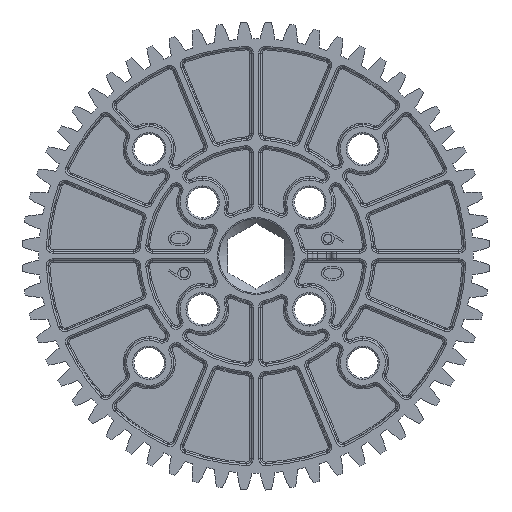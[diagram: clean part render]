
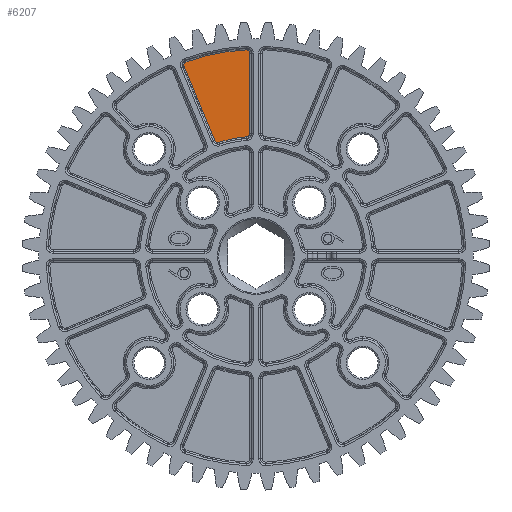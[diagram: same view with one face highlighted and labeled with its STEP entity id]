
A CAD part, left-side view. The second image highlights one B-rep face of the part: STEP entity #6207.
In plain terms, the highlighted planar face has unit normal (-1, 0, 0).
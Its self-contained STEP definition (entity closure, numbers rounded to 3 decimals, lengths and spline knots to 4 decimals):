
#1155 = CIRCLE ( 'NONE', #12230, 0.7911 ) ;
#1996 = DIRECTION ( 'NONE',  ( -1., 0., 0. ) ) ;
#2478 = CARTESIAN_POINT ( 'NONE',  ( -0.0313, 0.4759, 1.2563 ) ) ;
#2763 = ORIENTED_EDGE ( 'NONE', *, *, #49756, .T. ) ;
#4653 = AXIS2_PLACEMENT_3D ( 'NONE', #42451, #52840, #9489 ) ;
#6207 = ADVANCED_FACE ( 'NONE', ( #15606 ), #58578, .T. ) ;
#7478 = DIRECTION ( 'NONE',  ( 0., 0., 1. ) ) ;
#8646 = CARTESIAN_POINT ( 'NONE',  ( -0.0313, 0., 0. ) ) ;
#9489 = DIRECTION ( 'NONE',  ( 0., 0., 1. ) ) ;
#9780 = VERTEX_POINT ( 'NONE', #14313 ) ;
#9963 = CARTESIAN_POINT ( 'NONE',  ( -0.0313, 0.2523, 0.7723 ) ) ;
#10537 = VERTEX_POINT ( 'NONE', #2478 ) ;
#12230 = AXIS2_PLACEMENT_3D ( 'NONE', #8646, #20084, #43176 ) ;
#13358 = CIRCLE ( 'NONE', #25590, 1.3657 ) ;
#14313 = CARTESIAN_POINT ( 'NONE',  ( -0.0313, 0.0625, 1.3642 ) ) ;
#14522 = CIRCLE ( 'NONE', #59944, 0.0214 ) ;
#15606 = FACE_OUTER_BOUND ( 'NONE', #31621, .T. ) ;
#16581 = DIRECTION ( 'NONE',  ( 0., 0., 1. ) ) ;
#16709 = CARTESIAN_POINT ( 'NONE',  ( -0.0313, 0.0625, 1.3428 ) ) ;
#16712 = AXIS2_PLACEMENT_3D ( 'NONE', #20075, #58895, #34949 ) ;
#17030 = DIRECTION ( 'NONE',  ( -1., 0., 0. ) ) ;
#17603 = ORIENTED_EDGE ( 'NONE', *, *, #27215, .T. ) ;
#18601 = ORIENTED_EDGE ( 'NONE', *, *, #57775, .T. ) ;
#19424 = VERTEX_POINT ( 'NONE', #51527 ) ;
#20075 = CARTESIAN_POINT ( 'NONE',  ( -0.0313, 0., 0. ) ) ;
#20084 = DIRECTION ( 'NONE',  ( 1., 0., 0. ) ) ;
#20186 = EDGE_CURVE ( 'NONE', #28618, #39741, #1155, .T. ) ;
#20632 = AXIS2_PLACEMENT_3D ( 'NONE', #9963, #34072, #29921 ) ;
#21674 = CIRCLE ( 'NONE', #47883, 0.0214 ) ;
#21822 = DIRECTION ( 'NONE',  ( 0., 0., 1. ) ) ;
#22789 = ORIENTED_EDGE ( 'NONE', *, *, #58281, .T. ) ;
#23179 = VERTEX_POINT ( 'NONE', #42573 ) ;
#25590 = AXIS2_PLACEMENT_3D ( 'NONE', #46453, #45850, #26880 ) ;
#26303 = ORIENTED_EDGE ( 'NONE', *, *, #58494, .T. ) ;
#26501 = DIRECTION ( 'NONE',  ( -1., 0., 0. ) ) ;
#26880 = DIRECTION ( 'NONE',  ( 0., 0., 1. ) ) ;
#27140 = DIRECTION ( 'NONE',  ( 0., 0., 1. ) ) ;
#27215 = EDGE_CURVE ( 'NONE', #9780, #23179, #43673, .T. ) ;
#28146 = CARTESIAN_POINT ( 'NONE',  ( -0.0313, 0.0609, 0.7887 ) ) ;
#28618 = VERTEX_POINT ( 'NONE', #62566 ) ;
#29921 = DIRECTION ( 'NONE',  ( 0., 0., 1. ) ) ;
#30078 = CARTESIAN_POINT ( 'NONE',  ( -0.0313, 0.0411, 1.3428 ) ) ;
#30615 = CARTESIAN_POINT ( 'NONE',  ( -0.0313, 0.2721, 0.7641 ) ) ;
#31255 = ORIENTED_EDGE ( 'NONE', *, *, #59465, .T. ) ;
#31569 = CARTESIAN_POINT ( 'NONE',  ( -0.0313, 0.4634, 1.2847 ) ) ;
#31621 = EDGE_LOOP ( 'NONE', ( #18601, #56705, #31255, #26303, #47059, #22789, #2763, #31839, #17603 ) ) ;
#31839 = ORIENTED_EDGE ( 'NONE', *, *, #33127, .T. ) ;
#33127 = EDGE_CURVE ( 'NONE', #43590, #9780, #40108, .T. ) ;
#34072 = DIRECTION ( 'NONE',  ( -1., 0., 0. ) ) ;
#34949 = DIRECTION ( 'NONE',  ( 0., 0., 1. ) ) ;
#36709 = LINE ( 'NONE', #46443, #56015 ) ;
#37026 = VERTEX_POINT ( 'NONE', #31569 ) ;
#39210 = VERTEX_POINT ( 'NONE', #56416 ) ;
#39741 = VERTEX_POINT ( 'NONE', #28146 ) ;
#39856 = CIRCLE ( 'NONE', #20632, 0.0214 ) ;
#40108 = CIRCLE ( 'NONE', #4653, 0.0214 ) ;
#42451 = CARTESIAN_POINT ( 'NONE',  ( -0.0313, 0.0625, 1.3428 ) ) ;
#42573 = CARTESIAN_POINT ( 'NONE',  ( -0.0313, 0.0635, 1.3642 ) ) ;
#43176 = DIRECTION ( 'NONE',  ( 0., 0., 1. ) ) ;
#43590 = VERTEX_POINT ( 'NONE', #30078 ) ;
#43673 = CIRCLE ( 'NONE', #61743, 0.0214 ) ;
#45187 = DIRECTION ( 'NONE',  ( 0., -0.383, -0.924 ) ) ;
#45850 = DIRECTION ( 'NONE',  ( -1., 0., 0. ) ) ;
#46443 = CARTESIAN_POINT ( 'NONE',  ( -0.0313, 0.0411, 1.3428 ) ) ;
#46453 = CARTESIAN_POINT ( 'NONE',  ( -0.0313, 0., 0. ) ) ;
#47059 = ORIENTED_EDGE ( 'NONE', *, *, #20186, .T. ) ;
#47883 = AXIS2_PLACEMENT_3D ( 'NONE', #58097, #1996, #16581 ) ;
#48918 = VECTOR ( 'NONE', #45187, 39.3701 ) ;
#49073 = EDGE_CURVE ( 'NONE', #37026, #10537, #21674, .T. ) ;
#49312 = LINE ( 'NONE', #30615, #48918 ) ;
#49756 = EDGE_CURVE ( 'NONE', #19424, #43590, #36709, .T. ) ;
#51527 = CARTESIAN_POINT ( 'NONE',  ( -0.0313, 0.0411, 0.8101 ) ) ;
#52840 = DIRECTION ( 'NONE',  ( -1., 0., 0. ) ) ;
#56015 = VECTOR ( 'NONE', #21822, 39.3701 ) ;
#56416 = CARTESIAN_POINT ( 'NONE',  ( -0.0313, 0.2721, 0.7641 ) ) ;
#56477 = CARTESIAN_POINT ( 'NONE',  ( -0.0313, 0.0625, 0.8101 ) ) ;
#56705 = ORIENTED_EDGE ( 'NONE', *, *, #49073, .T. ) ;
#57775 = EDGE_CURVE ( 'NONE', #23179, #37026, #13358, .T. ) ;
#58097 = CARTESIAN_POINT ( 'NONE',  ( -0.0313, 0.4561, 1.2645 ) ) ;
#58281 = EDGE_CURVE ( 'NONE', #39741, #19424, #14522, .T. ) ;
#58494 = EDGE_CURVE ( 'NONE', #39210, #28618, #39856, .T. ) ;
#58578 = PLANE ( 'NONE',  #16712 ) ;
#58895 = DIRECTION ( 'NONE',  ( -1., 0., 0. ) ) ;
#59465 = EDGE_CURVE ( 'NONE', #10537, #39210, #49312, .T. ) ;
#59944 = AXIS2_PLACEMENT_3D ( 'NONE', #56477, #26501, #7478 ) ;
#61743 = AXIS2_PLACEMENT_3D ( 'NONE', #16709, #17030, #27140 ) ;
#62566 = CARTESIAN_POINT ( 'NONE',  ( -0.0313, 0.2456, 0.752 ) ) ;
